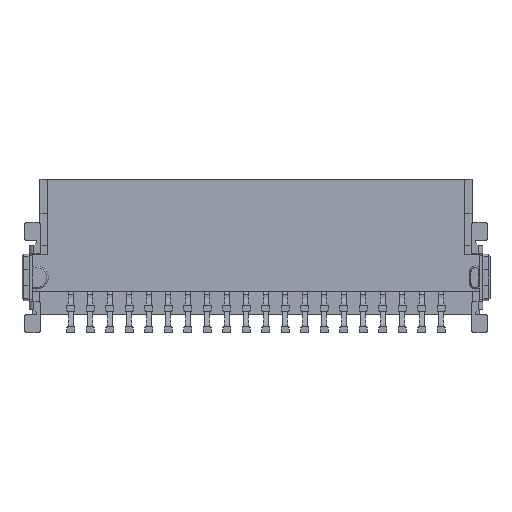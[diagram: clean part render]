
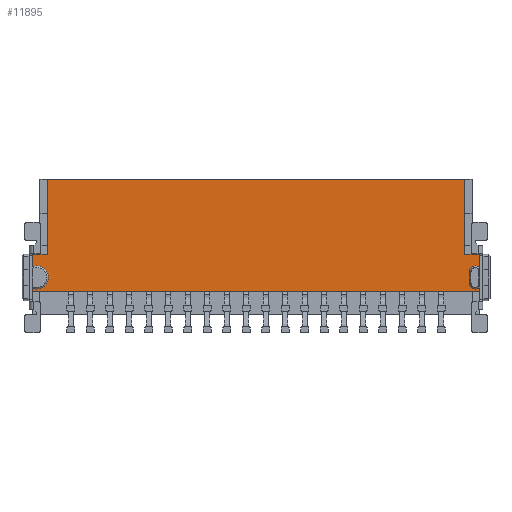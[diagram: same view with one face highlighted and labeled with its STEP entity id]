
A CAD part, front view. The second image highlights one B-rep face of the part: STEP entity #11895.
In plain terms, the highlighted planar face has unit normal (0, -1, 0).
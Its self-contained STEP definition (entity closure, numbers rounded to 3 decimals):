
#524 = CARTESIAN_POINT ( 'NONE',  ( 14.56, 0., 1.5 ) ) ;
#609 = CARTESIAN_POINT ( 'NONE',  ( -14.56, 0., 1.5 ) ) ;
#625 = VECTOR ( 'NONE', #28617, 1000. ) ;
#630 = CARTESIAN_POINT ( 'NONE',  ( 13.9, 0., 1.2 ) ) ;
#713 = ORIENTED_EDGE ( 'NONE', *, *, #17976, .F. ) ;
#766 = LINE ( 'NONE', #524, #32789 ) ;
#1498 = VERTEX_POINT ( 'NONE', #29682 ) ;
#1510 = ORIENTED_EDGE ( 'NONE', *, *, #24130, .F. ) ;
#1805 = ORIENTED_EDGE ( 'NONE', *, *, #23365, .T. ) ;
#2103 = VERTEX_POINT ( 'NONE', #10914 ) ;
#2184 = VERTEX_POINT ( 'NONE', #27351 ) ;
#2339 = CARTESIAN_POINT ( 'NONE',  ( 13.59, 0., 1.5 ) ) ;
#2681 = ORIENTED_EDGE ( 'NONE', *, *, #43331, .F. ) ;
#2778 = ORIENTED_EDGE ( 'NONE', *, *, #8166, .F. ) ;
#2909 = CARTESIAN_POINT ( 'NONE',  ( 13.59, 0., 1.5 ) ) ;
#3051 = VERTEX_POINT ( 'NONE', #32929 ) ;
#3146 = DIRECTION ( 'NONE',  ( 0., -1., 0. ) ) ;
#3148 = CARTESIAN_POINT ( 'NONE',  ( -14.56, 0., -0.9 ) ) ;
#3165 = ORIENTED_EDGE ( 'NONE', *, *, #41423, .F. ) ;
#3702 = CIRCLE ( 'NONE', #23325, 0.375 ) ;
#4422 = DIRECTION ( 'NONE',  ( 1., 0., 0. ) ) ;
#4710 = ORIENTED_EDGE ( 'NONE', *, *, #21499, .F. ) ;
#4742 = CIRCLE ( 'NONE', #43108, 0.375 ) ;
#5411 = DIRECTION ( 'NONE',  ( -1., 0., 0. ) ) ;
#5556 = EDGE_CURVE ( 'NONE', #17438, #12893, #37111, .T. ) ;
#5632 = VECTOR ( 'NONE', #41812, 1000. ) ;
#5979 = LINE ( 'NONE', #20981, #42743 ) ;
#6083 = ORIENTED_EDGE ( 'NONE', *, *, #24727, .F. ) ;
#7846 = CARTESIAN_POINT ( 'NONE',  ( 0., 0., 1.2 ) ) ;
#7909 = CARTESIAN_POINT ( 'NONE',  ( -14.56, 0., -2.4 ) ) ;
#7920 = VECTOR ( 'NONE', #11612, 1000. ) ;
#8166 = EDGE_CURVE ( 'NONE', #2103, #47562, #40856, .T. ) ;
#8291 = EDGE_CURVE ( 'NONE', #12893, #2184, #27712, .T. ) ;
#8419 = DIRECTION ( 'NONE',  ( 0., -1., 0. ) ) ;
#8433 = CARTESIAN_POINT ( 'NONE',  ( 13.9, 0., -0.375 ) ) ;
#8707 = CARTESIAN_POINT ( 'NONE',  ( -14.275, 0., 0. ) ) ;
#8754 = ORIENTED_EDGE ( 'NONE', *, *, #8291, .F. ) ;
#9710 = CARTESIAN_POINT ( 'NONE',  ( -13.59, 0., 1.5 ) ) ;
#9732 = CARTESIAN_POINT ( 'NONE',  ( 14.56, 0., -2.4 ) ) ;
#9849 = DIRECTION ( 'NONE',  ( 0., 0., -1. ) ) ;
#10272 = AXIS2_PLACEMENT_3D ( 'NONE', #19616, #38457, #34802 ) ;
#10914 = CARTESIAN_POINT ( 'NONE',  ( 13.9, 0., 0.375 ) ) ;
#10930 = VERTEX_POINT ( 'NONE', #2339 ) ;
#11612 = DIRECTION ( 'NONE',  ( 0., 0., 1. ) ) ;
#11895 = ADVANCED_FACE ( 'NONE', ( #38039 ), #42183, .F. ) ;
#12170 = DIRECTION ( 'NONE',  ( 0., -1., 0. ) ) ;
#12893 = VERTEX_POINT ( 'NONE', #22037 ) ;
#13871 = DIRECTION ( 'NONE',  ( 0., 0., -1. ) ) ;
#14240 = EDGE_CURVE ( 'NONE', #18852, #46084, #42689, .T. ) ;
#15742 = CARTESIAN_POINT ( 'NONE',  ( -14.075, 0., 6.4 ) ) ;
#16411 = EDGE_CURVE ( 'NONE', #48140, #3051, #45404, .T. ) ;
#16478 = EDGE_CURVE ( 'NONE', #42171, #42295, #5979, .T. ) ;
#16846 = EDGE_LOOP ( 'NONE', ( #4710, #40732, #713, #2681, #2778, #17159, #36517, #48290, #6083, #1805, #24167, #18506, #23103, #3165, #1510, #8754, #24759 ) ) ;
#17159 = ORIENTED_EDGE ( 'NONE', *, *, #41032, .F. ) ;
#17438 = VERTEX_POINT ( 'NONE', #23366 ) ;
#17976 = EDGE_CURVE ( 'NONE', #36834, #18852, #21533, .T. ) ;
#18506 = ORIENTED_EDGE ( 'NONE', *, *, #38602, .F. ) ;
#18694 = CIRCLE ( 'NONE', #25720, 0.75 ) ;
#18852 = VERTEX_POINT ( 'NONE', #20578 ) ;
#19616 = CARTESIAN_POINT ( 'NONE',  ( 14.275, 0., -0.375 ) ) ;
#19981 = DIRECTION ( 'NONE',  ( 0., 0., -1. ) ) ;
#20578 = CARTESIAN_POINT ( 'NONE',  ( 14.56, 0., -0.9 ) ) ;
#20839 = AXIS2_PLACEMENT_3D ( 'NONE', #7846, #38275, #4422 ) ;
#20981 = CARTESIAN_POINT ( 'NONE',  ( 14.56, 0., -2.4 ) ) ;
#21499 = EDGE_CURVE ( 'NONE', #46084, #17438, #23837, .T. ) ;
#21533 = LINE ( 'NONE', #9732, #24585 ) ;
#21808 = VECTOR ( 'NONE', #5411, 1000. ) ;
#22037 = CARTESIAN_POINT ( 'NONE',  ( -14.275, 0., -0.75 ) ) ;
#22358 = CARTESIAN_POINT ( 'NONE',  ( -13.59, 0., 1.5 ) ) ;
#23103 = ORIENTED_EDGE ( 'NONE', *, *, #33840, .F. ) ;
#23325 = AXIS2_PLACEMENT_3D ( 'NONE', #46467, #24388, #36789 ) ;
#23365 = EDGE_CURVE ( 'NONE', #10930, #3051, #48036, .T. ) ;
#23366 = CARTESIAN_POINT ( 'NONE',  ( -14.56, 0., -0.694 ) ) ;
#23422 = CARTESIAN_POINT ( 'NONE',  ( -14.275, 0., 0. ) ) ;
#23837 = LINE ( 'NONE', #7909, #7920 ) ;
#24130 = EDGE_CURVE ( 'NONE', #2184, #1498, #18694, .T. ) ;
#24167 = ORIENTED_EDGE ( 'NONE', *, *, #16411, .F. ) ;
#24388 = DIRECTION ( 'NONE',  ( 0., -1., 0. ) ) ;
#24585 = VECTOR ( 'NONE', #24722, 1000. ) ;
#24722 = DIRECTION ( 'NONE',  ( 0., 0., -1. ) ) ;
#24727 = EDGE_CURVE ( 'NONE', #10930, #42171, #766, .T. ) ;
#24759 = ORIENTED_EDGE ( 'NONE', *, *, #5556, .F. ) ;
#25720 = AXIS2_PLACEMENT_3D ( 'NONE', #23422, #8419, #19981 ) ;
#27351 = CARTESIAN_POINT ( 'NONE',  ( -14.275, 0., 0.75 ) ) ;
#27705 = CARTESIAN_POINT ( 'NONE',  ( 14.56, 0., -0.619 ) ) ;
#27712 = CIRCLE ( 'NONE', #33955, 0.75 ) ;
#27844 = LINE ( 'NONE', #609, #5632 ) ;
#28294 = VECTOR ( 'NONE', #47611, 1000. ) ;
#28617 = DIRECTION ( 'NONE',  ( 0., 0., 1. ) ) ;
#29682 = CARTESIAN_POINT ( 'NONE',  ( -14.56, 0., 0.694 ) ) ;
#31896 = VECTOR ( 'NONE', #36515, 1000. ) ;
#32789 = VECTOR ( 'NONE', #45159, 1000. ) ;
#32929 = CARTESIAN_POINT ( 'NONE',  ( 13.59, 0., 6.4 ) ) ;
#33082 = DIRECTION ( 'NONE',  ( 0., 0., -1. ) ) ;
#33272 = CARTESIAN_POINT ( 'NONE',  ( 14.56, 0., 0.619 ) ) ;
#33840 = EDGE_CURVE ( 'NONE', #45355, #35213, #27844, .T. ) ;
#33955 = AXIS2_PLACEMENT_3D ( 'NONE', #8707, #12170, #9849 ) ;
#34143 = DIRECTION ( 'NONE',  ( 1., 0., 0. ) ) ;
#34730 = VECTOR ( 'NONE', #37922, 1000. ) ;
#34783 = AXIS2_PLACEMENT_3D ( 'NONE', #44830, #3146, #33082 ) ;
#34802 = DIRECTION ( 'NONE',  ( 0., 0., -1. ) ) ;
#35158 = CARTESIAN_POINT ( 'NONE',  ( -14.56, 0., 1.5 ) ) ;
#35213 = VERTEX_POINT ( 'NONE', #22358 ) ;
#35495 = CARTESIAN_POINT ( 'NONE',  ( 14.56, 0., 1.5 ) ) ;
#35726 = LINE ( 'NONE', #9710, #625 ) ;
#35919 = DIRECTION ( 'NONE',  ( 0., 0., -1. ) ) ;
#36515 = DIRECTION ( 'NONE',  ( 0., 0., 1. ) ) ;
#36517 = ORIENTED_EDGE ( 'NONE', *, *, #37880, .F. ) ;
#36789 = DIRECTION ( 'NONE',  ( 0., 0., -1. ) ) ;
#36834 = VERTEX_POINT ( 'NONE', #27705 ) ;
#37111 = CIRCLE ( 'NONE', #34783, 0.75 ) ;
#37880 = EDGE_CURVE ( 'NONE', #42295, #41753, #3702, .T. ) ;
#37922 = DIRECTION ( 'NONE',  ( 0., 0., -1. ) ) ;
#38039 = FACE_OUTER_BOUND ( 'NONE', #16846, .T. ) ;
#38275 = DIRECTION ( 'NONE',  ( 0., 1., 0. ) ) ;
#38457 = DIRECTION ( 'NONE',  ( 0., -1., 0. ) ) ;
#38602 = EDGE_CURVE ( 'NONE', #35213, #48140, #35726, .T. ) ;
#39024 = CARTESIAN_POINT ( 'NONE',  ( 14.56, 0., -0.9 ) ) ;
#39149 = CARTESIAN_POINT ( 'NONE',  ( 14.275, 0., 0.375 ) ) ;
#39534 = LINE ( 'NONE', #43659, #28294 ) ;
#40732 = ORIENTED_EDGE ( 'NONE', *, *, #14240, .F. ) ;
#40856 = LINE ( 'NONE', #630, #34730 ) ;
#41032 = EDGE_CURVE ( 'NONE', #41753, #2103, #4742, .T. ) ;
#41423 = EDGE_CURVE ( 'NONE', #1498, #45355, #39534, .T. ) ;
#41608 = CIRCLE ( 'NONE', #10272, 0.375 ) ;
#41753 = VERTEX_POINT ( 'NONE', #43136 ) ;
#41812 = DIRECTION ( 'NONE',  ( 1., 0., 0. ) ) ;
#42171 = VERTEX_POINT ( 'NONE', #35495 ) ;
#42183 = PLANE ( 'NONE',  #20839 ) ;
#42295 = VERTEX_POINT ( 'NONE', #33272 ) ;
#42689 = LINE ( 'NONE', #39024, #21808 ) ;
#42743 = VECTOR ( 'NONE', #35919, 1000. ) ;
#43108 = AXIS2_PLACEMENT_3D ( 'NONE', #39149, #46768, #13871 ) ;
#43136 = CARTESIAN_POINT ( 'NONE',  ( 14.275, 0., 0.75 ) ) ;
#43331 = EDGE_CURVE ( 'NONE', #47562, #36834, #41608, .T. ) ;
#43659 = CARTESIAN_POINT ( 'NONE',  ( -14.56, 0., -2.4 ) ) ;
#44830 = CARTESIAN_POINT ( 'NONE',  ( -14.275, 0., 0. ) ) ;
#45159 = DIRECTION ( 'NONE',  ( 1., 0., 0. ) ) ;
#45355 = VERTEX_POINT ( 'NONE', #35158 ) ;
#45404 = LINE ( 'NONE', #15742, #45937 ) ;
#45937 = VECTOR ( 'NONE', #34143, 1000. ) ;
#46084 = VERTEX_POINT ( 'NONE', #3148 ) ;
#46167 = CARTESIAN_POINT ( 'NONE',  ( -13.59, 0., 6.4 ) ) ;
#46467 = CARTESIAN_POINT ( 'NONE',  ( 14.275, 0., 0.375 ) ) ;
#46768 = DIRECTION ( 'NONE',  ( 0., -1., 0. ) ) ;
#47562 = VERTEX_POINT ( 'NONE', #8433 ) ;
#47611 = DIRECTION ( 'NONE',  ( 0., 0., 1. ) ) ;
#48036 = LINE ( 'NONE', #2909, #31896 ) ;
#48140 = VERTEX_POINT ( 'NONE', #46167 ) ;
#48290 = ORIENTED_EDGE ( 'NONE', *, *, #16478, .F. ) ;
